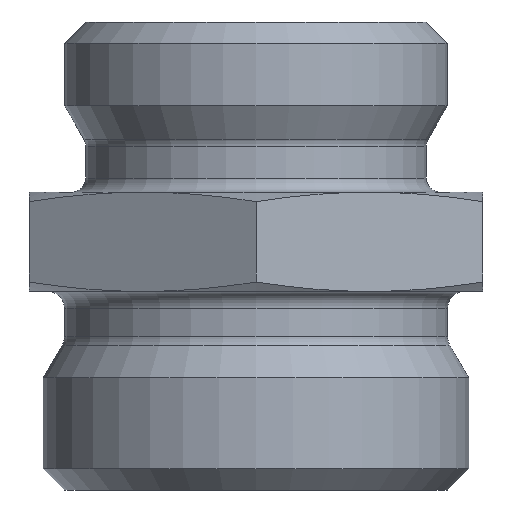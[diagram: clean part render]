
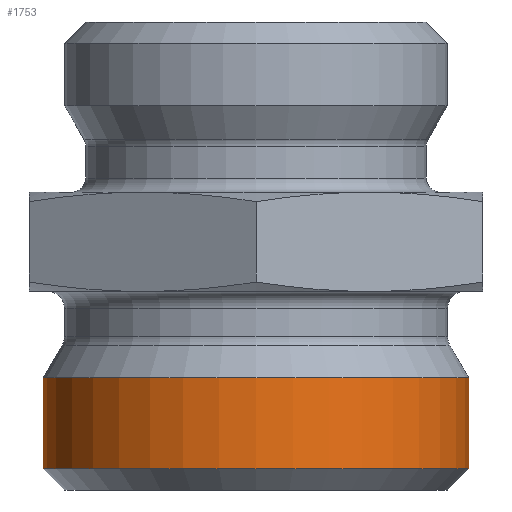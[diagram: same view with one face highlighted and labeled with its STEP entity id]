
A CAD part, front view. The second image highlights one B-rep face of the part: STEP entity #1753.
In plain terms, the highlighted cylindrical face has radius 15 mm (diameter 30 mm), a full revolution.
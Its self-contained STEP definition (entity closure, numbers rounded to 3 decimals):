
#1719=CARTESIAN_POINT('',(-20.434,6.145,7.902));
#1720=VERTEX_POINT('',#1719);
#1721=CARTESIAN_POINT('',(-5.434,6.145,7.902));
#1722=DIRECTION('',(0.0,0.0,1.0));
#1723=DIRECTION('',(1.0,0.0,0.0));
#1724=AXIS2_PLACEMENT_3D('',#1721,#1722,#1723);
#1725=CIRCLE('',#1724,15.0);
#1726=EDGE_CURVE('',#1720,#1720,#1725,.T.);
#1734=CARTESIAN_POINT('',(-5.434,6.145,0.0));
#1735=DIRECTION('',(0.0,0.0,1.0));
#1736=DIRECTION('',(1.0,0.0,0.0));
#1737=AXIS2_PLACEMENT_3D('',#1734,#1735,#1736);
#1738=CYLINDRICAL_SURFACE('',#1737,15.0);
#1739=CARTESIAN_POINT('',(-20.434,6.145,1.5));
#1740=VERTEX_POINT('',#1739);
#1741=CARTESIAN_POINT('',(-5.434,6.145,1.5));
#1742=DIRECTION('',(0.0,0.0,-1.0));
#1743=DIRECTION('',(1.0,0.0,0.0));
#1744=AXIS2_PLACEMENT_3D('',#1741,#1742,#1743);
#1745=CIRCLE('',#1744,15.0);
#1746=EDGE_CURVE('',#1740,#1740,#1745,.T.);
#1747=ORIENTED_EDGE('',*,*,#1746,.F.);
#1748=EDGE_LOOP('',(#1747));
#1749=FACE_OUTER_BOUND('',#1748,.T.);
#1750=ORIENTED_EDGE('',*,*,#1726,.F.);
#1751=EDGE_LOOP('',(#1750));
#1752=FACE_BOUND('',#1751,.T.);
#1753=ADVANCED_FACE('',(#1749,#1752),#1738,.T.);
